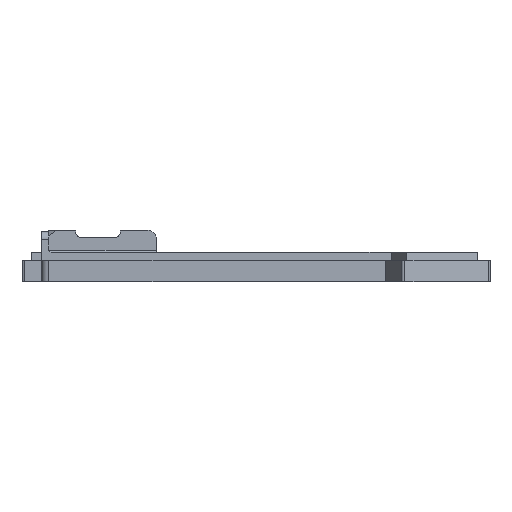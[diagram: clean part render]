
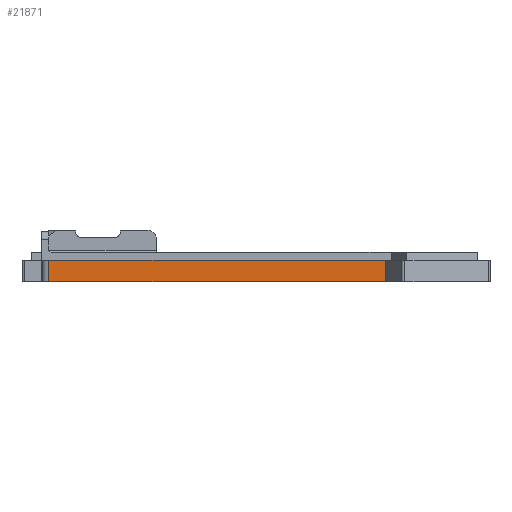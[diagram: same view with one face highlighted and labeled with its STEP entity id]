
A CAD part, left-side view. The second image highlights one B-rep face of the part: STEP entity #21871.
In plain terms, the highlighted planar face has unit normal (-1, 0, 0).
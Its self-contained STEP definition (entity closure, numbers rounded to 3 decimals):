
#2975=FACE_OUTER_BOUND('',#4228,.T.);
#4228=EDGE_LOOP('',(#20076,#20077,#20078,#20079));
#4417=LINE('',#28465,#6477);
#4520=LINE('',#29125,#6580);
#6297=LINE('',#40159,#8357);
#6298=LINE('',#40161,#8358);
#6477=VECTOR('',#23236,10.);
#6580=VECTOR('',#23425,10.);
#8357=VECTOR('',#27030,10.);
#8358=VECTOR('',#27033,10.);
#8550=VERTEX_POINT('',#28462);
#8551=VERTEX_POINT('',#28464);
#8687=VERTEX_POINT('',#29122);
#8688=VERTEX_POINT('',#29124);
#10752=EDGE_CURVE('',#8551,#8550,#4417,.T.);
#10930=EDGE_CURVE('',#8687,#8688,#4520,.T.);
#13684=EDGE_CURVE('',#8688,#8550,#6297,.T.);
#13685=EDGE_CURVE('',#8687,#8551,#6298,.T.);
#20076=ORIENTED_EDGE('',*,*,#10930,.F.);
#20077=ORIENTED_EDGE('',*,*,#13685,.T.);
#20078=ORIENTED_EDGE('',*,*,#10752,.T.);
#20079=ORIENTED_EDGE('',*,*,#13684,.F.);
#20712=PLANE('',#22915);
#21871=ADVANCED_FACE('',(#2975),#20712,.F.);
#22915=AXIS2_PLACEMENT_3D('',#40160,#27031,#27032);
#23236=DIRECTION('',(0.,-1.,0.));
#23425=DIRECTION('',(0.,-1.,0.));
#27030=DIRECTION('',(0.,0.,-1.));
#27031=DIRECTION('center_axis',(1.,0.,0.));
#27032=DIRECTION('ref_axis',(0.,-1.,0.));
#27033=DIRECTION('',(0.,0.,-1.));
#28462=CARTESIAN_POINT('',(162.581,-120.425,-6.7));
#28464=CARTESIAN_POINT('',(162.581,-49.155,-6.7));
#28465=CARTESIAN_POINT('',(162.581,-49.155,-6.7));
#29122=CARTESIAN_POINT('',(162.581,-49.155,-2.2));
#29124=CARTESIAN_POINT('',(162.581,-120.425,-2.2));
#29125=CARTESIAN_POINT('',(162.581,-49.155,-2.2));
#40159=CARTESIAN_POINT('',(162.581,-120.425,-2.2));
#40160=CARTESIAN_POINT('Origin',(162.581,-49.155,-2.2));
#40161=CARTESIAN_POINT('',(162.581,-49.155,-2.2));
